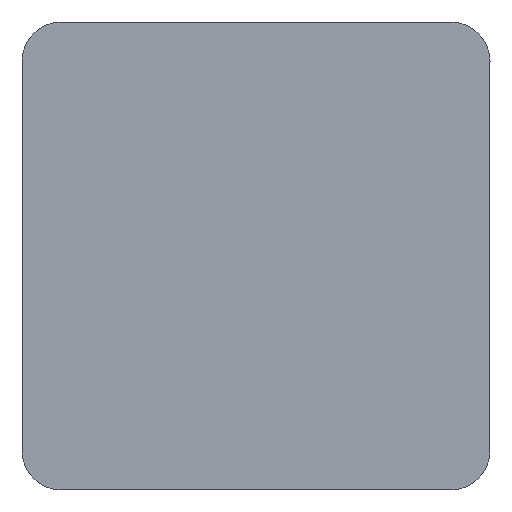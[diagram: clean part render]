
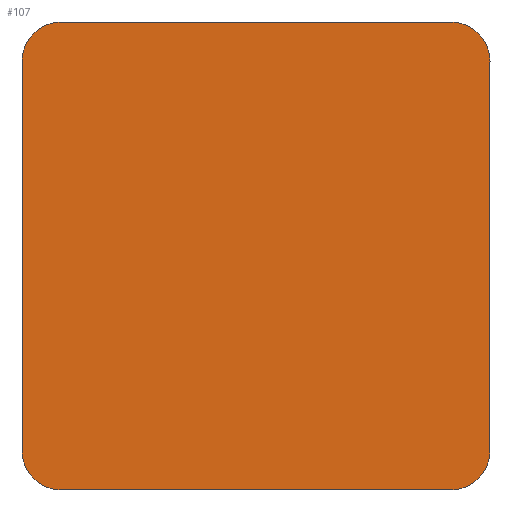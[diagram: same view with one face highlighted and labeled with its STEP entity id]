
A CAD part, top view. The second image highlights one B-rep face of the part: STEP entity #107.
In plain terms, the highlighted planar face has unit normal (0, 0, 1).
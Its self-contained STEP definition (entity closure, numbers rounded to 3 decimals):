
#89=EDGE_CURVE('',#187,#151,#225,.T.);
#97=EDGE_CURVE('',#115,#141,#233,.T.);
#99=VERTEX_POINT('',#235);
#101=EDGE_CURVE('',#177,#187,#237,.T.);
#107=ADVANCED_FACE('',(#243),#244,.T.);
#115=VERTEX_POINT('',#254);
#139=EDGE_CURVE('',#147,#183,#280,.T.);
#141=VERTEX_POINT('',#282);
#147=VERTEX_POINT('',#289);
#151=VERTEX_POINT('',#293);
#165=EDGE_CURVE('',#151,#99,#308,.T.);
#167=EDGE_CURVE('',#183,#115,#310,.T.);
#171=EDGE_CURVE('',#141,#177,#314,.T.);
#177=VERTEX_POINT('',#322);
#181=EDGE_CURVE('',#99,#147,#326,.T.);
#183=VERTEX_POINT('',#328);
#187=VERTEX_POINT('',#333);
#225=LINE('',#366,#367);
#233=CIRCLE('',#380,0.8);
#235=CARTESIAN_POINT('',(8.72,9.52,0.0));
#237=CIRCLE('',#385,0.8);
#243=FACE_OUTER_BOUND('',#393,.T.);
#244=PLANE('',#394);
#254=CARTESIAN_POINT('',(0.0,0.8,0.0));
#280=CIRCLE('',#446,0.8);
#282=CARTESIAN_POINT('',(0.8,0.0,0.0));
#289=CARTESIAN_POINT('',(0.8,9.52,0.0));
#293=CARTESIAN_POINT('',(9.52,8.72,0.0));
#308=CIRCLE('',#481,0.8);
#310=LINE('',#484,#485);
#314=LINE('',#492,#493);
#322=CARTESIAN_POINT('',(8.72,0.0,0.0));
#326=LINE('',#508,#509);
#328=CARTESIAN_POINT('',(0.,8.72,0.0));
#333=CARTESIAN_POINT('',(9.52,0.8,0.0));
#366=CARTESIAN_POINT('',(9.52,0.8,0.0));
#367=VECTOR('',#555,1.0);
#380=AXIS2_PLACEMENT_3D('',#558,#559,#560);
#385=AXIS2_PLACEMENT_3D('',#561,#562,#563);
#393=EDGE_LOOP('',(#566,#567,#568,#569,#570,#571,#572,#573));
#394=AXIS2_PLACEMENT_3D('',#574,#575,#576);
#446=AXIS2_PLACEMENT_3D('',#616,#617,#618);
#481=AXIS2_PLACEMENT_3D('',#637,#638,#639);
#484=CARTESIAN_POINT('',(0.0,8.72,0.0));
#485=VECTOR('',#640,1.0);
#492=CARTESIAN_POINT('',(0.8,0.0,0.0));
#493=VECTOR('',#642,1.0);
#508=CARTESIAN_POINT('',(8.72,9.52,0.0));
#509=VECTOR('',#660,1.0);
#555=DIRECTION('',(0.0,1.0,0.0));
#558=CARTESIAN_POINT('',(0.8,0.8,0.0));
#559=DIRECTION('',(0.0,0.0,1.0));
#560=DIRECTION('',(-1.0,0.,0.0));
#561=CARTESIAN_POINT('',(8.72,0.8,0.0));
#562=DIRECTION('',(0.0,0.0,1.0));
#563=DIRECTION('',(0.,-1.0,0.0));
#566=ORIENTED_EDGE('',*,*,#171,.T.);
#567=ORIENTED_EDGE('',*,*,#101,.T.);
#568=ORIENTED_EDGE('',*,*,#89,.T.);
#569=ORIENTED_EDGE('',*,*,#165,.T.);
#570=ORIENTED_EDGE('',*,*,#181,.T.);
#571=ORIENTED_EDGE('',*,*,#139,.T.);
#572=ORIENTED_EDGE('',*,*,#167,.T.);
#573=ORIENTED_EDGE('',*,*,#97,.T.);
#574=CARTESIAN_POINT('',(4.76,4.76,0.0));
#575=DIRECTION('',(0.0,0.0,1.0));
#576=DIRECTION('',(1.0,0.0,0.0));
#616=CARTESIAN_POINT('',(0.8,8.72,0.0));
#617=DIRECTION('',(0.0,0.0,1.0));
#618=DIRECTION('',(0.,1.0,0.0));
#637=CARTESIAN_POINT('',(8.72,8.72,0.0));
#638=DIRECTION('',(0.0,-0.0,1.0));
#639=DIRECTION('',(1.0,0.,0.0));
#640=DIRECTION('',(0.0,-1.0,0.0));
#642=DIRECTION('',(1.0,0.0,0.0));
#660=DIRECTION('',(-1.0,0.0,0.0));
